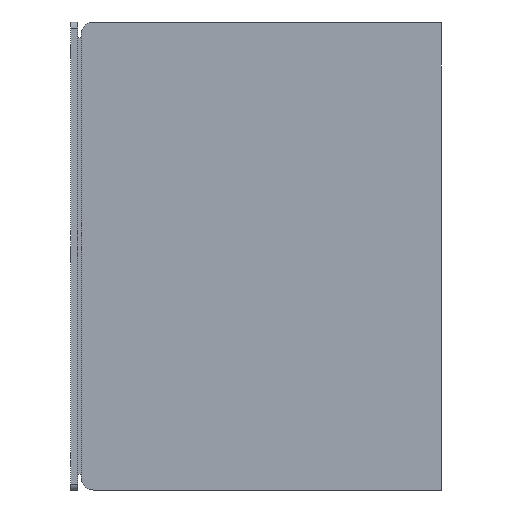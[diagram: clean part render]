
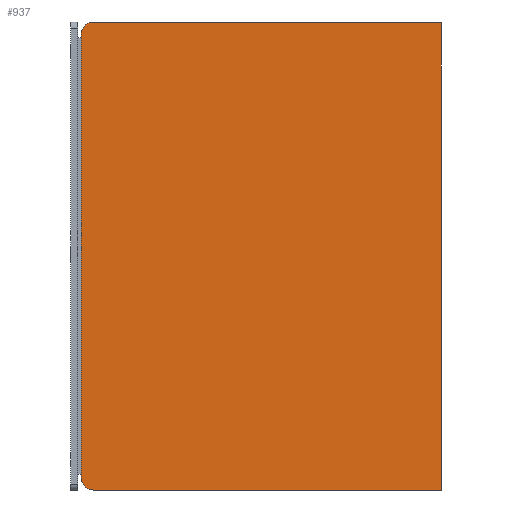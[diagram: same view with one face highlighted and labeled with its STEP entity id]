
A CAD part, left-side view. The second image highlights one B-rep face of the part: STEP entity #937.
In plain terms, the highlighted planar face has unit normal (-1, 0, 0).
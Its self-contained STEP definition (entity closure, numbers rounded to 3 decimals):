
#145 = CARTESIAN_POINT ( 'NONE',  ( -200., -19., 195. ) ) ;
#281 = CARTESIAN_POINT ( 'NONE',  ( -200., -254., 195. ) ) ;
#288 = VERTEX_POINT ( 'NONE', #384 ) ;
#367 = FACE_OUTER_BOUND ( 'NONE', #746, .T. ) ;
#369 = EDGE_CURVE ( 'NONE', #592, #1628, #965, .T. ) ;
#384 = CARTESIAN_POINT ( 'NONE',  ( -200., -309., 195. ) ) ;
#389 = PLANE ( 'NONE',  #653 ) ;
#397 = LINE ( 'NONE', #2126, #517 ) ;
#402 = CARTESIAN_POINT ( 'NONE',  ( -200., -9., -185. ) ) ;
#427 = DIRECTION ( 'NONE',  ( 1., 0., 0. ) ) ;
#468 = DIRECTION ( 'NONE',  ( 0., 0., -1. ) ) ;
#502 = EDGE_CURVE ( 'NONE', #1159, #1628, #1588, .T. ) ;
#517 = VECTOR ( 'NONE', #2176, 1000. ) ;
#521 = VECTOR ( 'NONE', #1454, 1000. ) ;
#541 = DIRECTION ( 'NONE',  ( 0., 1., 0. ) ) ;
#592 = VERTEX_POINT ( 'NONE', #402 ) ;
#653 = AXIS2_PLACEMENT_3D ( 'NONE', #281, #427, #468 ) ;
#746 = EDGE_LOOP ( 'NONE', ( #1103, #1111, #1837, #2071, #1429, #1745 ) ) ;
#829 = VERTEX_POINT ( 'NONE', #2170 ) ;
#854 = VERTEX_POINT ( 'NONE', #145 ) ;
#912 = AXIS2_PLACEMENT_3D ( 'NONE', #1137, #1714, #1487 ) ;
#937 = ADVANCED_FACE ( 'NONE', ( #367 ), #389, .F. ) ;
#965 = CIRCLE ( 'NONE', #912, 10. ) ;
#1043 = VECTOR ( 'NONE', #1326, 1000. ) ;
#1099 = AXIS2_PLACEMENT_3D ( 'NONE', #1788, #1799, #1808 ) ;
#1103 = ORIENTED_EDGE ( 'NONE', *, *, #1543, .T. ) ;
#1111 = ORIENTED_EDGE ( 'NONE', *, *, #369, .T. ) ;
#1137 = CARTESIAN_POINT ( 'NONE',  ( -200., -19., -185. ) ) ;
#1159 = VERTEX_POINT ( 'NONE', #1917 ) ;
#1318 = CARTESIAN_POINT ( 'NONE',  ( -200., -309., -257.65 ) ) ;
#1326 = DIRECTION ( 'NONE',  ( 0., 0., 1. ) ) ;
#1358 = LINE ( 'NONE', #1318, #1043 ) ;
#1429 = ORIENTED_EDGE ( 'NONE', *, *, #2061, .T. ) ;
#1454 = DIRECTION ( 'NONE',  ( 0., 1., 0. ) ) ;
#1487 = DIRECTION ( 'NONE',  ( 0., 0., -1. ) ) ;
#1490 = CARTESIAN_POINT ( 'NONE',  ( -200., -254., 195. ) ) ;
#1503 = VECTOR ( 'NONE', #541, 1000. ) ;
#1543 = EDGE_CURVE ( 'NONE', #829, #592, #397, .T. ) ;
#1588 = LINE ( 'NONE', #2037, #1503 ) ;
#1621 = CARTESIAN_POINT ( 'NONE',  ( -200., -19., -195. ) ) ;
#1628 = VERTEX_POINT ( 'NONE', #1621 ) ;
#1646 = LINE ( 'NONE', #1490, #521 ) ;
#1714 = DIRECTION ( 'NONE',  ( -1., 0., 0. ) ) ;
#1745 = ORIENTED_EDGE ( 'NONE', *, *, #2119, .T. ) ;
#1788 = CARTESIAN_POINT ( 'NONE',  ( -200., -19., 185. ) ) ;
#1799 = DIRECTION ( 'NONE',  ( -1., 0., 0. ) ) ;
#1808 = DIRECTION ( 'NONE',  ( 0., 0., -1. ) ) ;
#1837 = ORIENTED_EDGE ( 'NONE', *, *, #502, .F. ) ;
#1917 = CARTESIAN_POINT ( 'NONE',  ( -200., -309., -195. ) ) ;
#1997 = EDGE_CURVE ( 'NONE', #1159, #288, #1358, .T. ) ;
#2032 = CIRCLE ( 'NONE', #1099, 10. ) ;
#2037 = CARTESIAN_POINT ( 'NONE',  ( -200., -254., -195. ) ) ;
#2061 = EDGE_CURVE ( 'NONE', #288, #854, #1646, .T. ) ;
#2071 = ORIENTED_EDGE ( 'NONE', *, *, #1997, .T. ) ;
#2119 = EDGE_CURVE ( 'NONE', #854, #829, #2032, .T. ) ;
#2126 = CARTESIAN_POINT ( 'NONE',  ( -200., -9., 195. ) ) ;
#2170 = CARTESIAN_POINT ( 'NONE',  ( -200., -9., 185. ) ) ;
#2176 = DIRECTION ( 'NONE',  ( 0., 0., -1. ) ) ;
